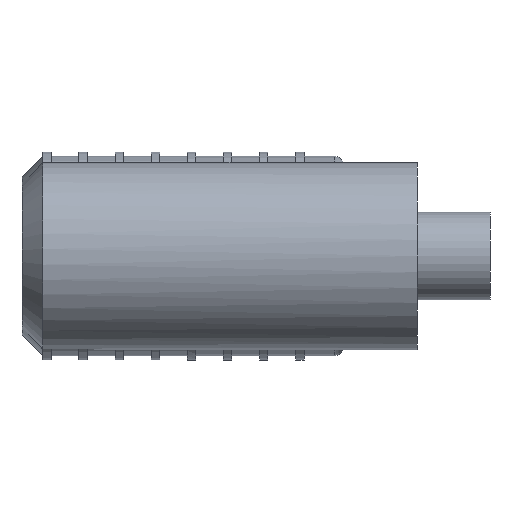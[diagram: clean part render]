
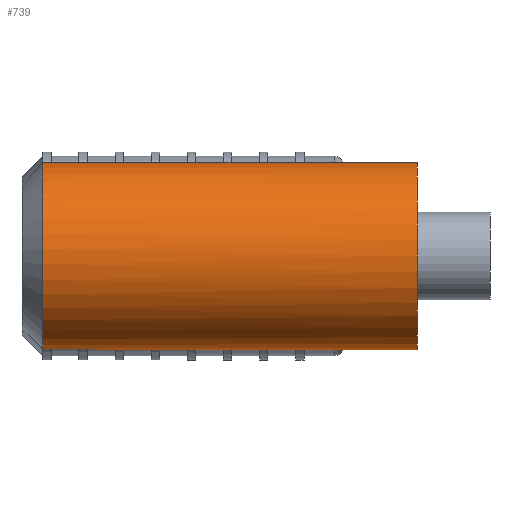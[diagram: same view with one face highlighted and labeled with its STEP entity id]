
A CAD part, front view. The second image highlights one B-rep face of the part: STEP entity #739.
In plain terms, the highlighted cylindrical face has radius 4.5 mm (diameter 9 mm), a full revolution.
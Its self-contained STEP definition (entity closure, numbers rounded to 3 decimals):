
#21=CYLINDRICAL_SURFACE('',#809,4.5);
#45=CIRCLE('',#801,4.5);
#46=CIRCLE('',#803,4.5);
#48=CIRCLE('',#806,4.5);
#49=CIRCLE('',#808,4.5);
#50=CIRCLE('',#810,4.5);
#107=LINE('',#1172,#153);
#111=LINE('',#1196,#157);
#153=VECTOR('',#911,1000.);
#157=VECTOR('',#917,1000.);
#253=ORIENTED_EDGE('',*,*,#443,.F.);
#254=ORIENTED_EDGE('',*,*,#440,.F.);
#255=ORIENTED_EDGE('',*,*,#441,.F.);
#256=ORIENTED_EDGE('',*,*,#402,.F.);
#257=ORIENTED_EDGE('',*,*,#445,.F.);
#258=ORIENTED_EDGE('',*,*,#409,.T.);
#259=ORIENTED_EDGE('',*,*,#444,.T.);
#402=EDGE_CURVE('',#503,#504,#107,.T.);
#409=EDGE_CURVE('',#511,#510,#111,.T.);
#440=EDGE_CURVE('',#534,#535,#45,.T.);
#441=EDGE_CURVE('',#504,#534,#46,.T.);
#443=EDGE_CURVE('',#535,#510,#48,.T.);
#444=EDGE_CURVE('',#536,#536,#49,.T.);
#445=EDGE_CURVE('',#511,#503,#50,.T.);
#503=VERTEX_POINT('',#1171);
#504=VERTEX_POINT('',#1173);
#510=VERTEX_POINT('',#1195);
#511=VERTEX_POINT('',#1197);
#534=VERTEX_POINT('',#1259);
#535=VERTEX_POINT('',#1261);
#536=VERTEX_POINT('',#1282);
#574=EDGE_LOOP('',(#253,#254,#255,#256,#257,#258));
#575=EDGE_LOOP('',(#259));
#643=FACE_BOUND('',#574,.T.);
#644=FACE_BOUND('',#575,.T.);
#739=ADVANCED_FACE('',(#643,#644),#21,.T.);
#801=AXIS2_PLACEMENT_3D('',#1274,#952,#953);
#803=AXIS2_PLACEMENT_3D('',#1276,#956,#957);
#806=AXIS2_PLACEMENT_3D('',#1279,#962,#963);
#808=AXIS2_PLACEMENT_3D('',#1281,#966,#967);
#809=AXIS2_PLACEMENT_3D('',#1283,#968,#969);
#810=AXIS2_PLACEMENT_3D('',#1284,#970,#971);
#911=DIRECTION('',(-1.,0.,0.));
#917=DIRECTION('',(-1.,0.,0.));
#952=DIRECTION('',(-1.,0.,0.));
#953=DIRECTION('',(0.,0.,1.));
#956=DIRECTION('',(-1.,0.,0.));
#957=DIRECTION('',(0.,0.,1.));
#962=DIRECTION('',(-1.,0.,0.));
#963=DIRECTION('',(0.,0.,1.));
#966=DIRECTION('',(-1.,0.,0.));
#967=DIRECTION('',(0.,0.,1.));
#968=DIRECTION('',(-1.,0.,0.));
#969=DIRECTION('',(0.,0.,1.));
#970=DIRECTION('',(-1.,0.,0.));
#971=DIRECTION('',(0.,0.,1.));
#1171=CARTESIAN_POINT('',(8.2,1.479,-4.25));
#1172=CARTESIAN_POINT('',(0.,1.479,-4.25));
#1173=CARTESIAN_POINT('',(1.,1.479,-4.25));
#1195=CARTESIAN_POINT('',(1.,1.479,4.25));
#1196=CARTESIAN_POINT('',(0.,1.479,4.25));
#1197=CARTESIAN_POINT('',(8.2,1.479,4.25));
#1259=CARTESIAN_POINT('',(1.,0.669,-4.45));
#1261=CARTESIAN_POINT('',(1.,-0.669,-4.45));
#1274=CARTESIAN_POINT('',(1.,0.,0.));
#1276=CARTESIAN_POINT('',(1.,0.,0.));
#1279=CARTESIAN_POINT('',(1.,0.,0.));
#1281=CARTESIAN_POINT('',(19.,0.,0.));
#1282=CARTESIAN_POINT('',(19.,0.,4.5));
#1283=CARTESIAN_POINT('',(0.,0.,0.));
#1284=CARTESIAN_POINT('',(8.2,0.,0.));
